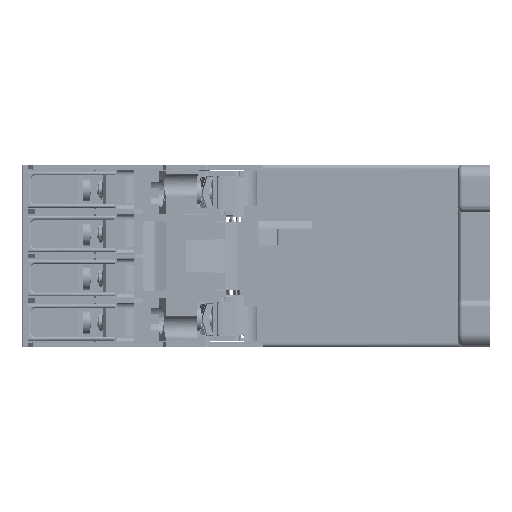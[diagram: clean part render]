
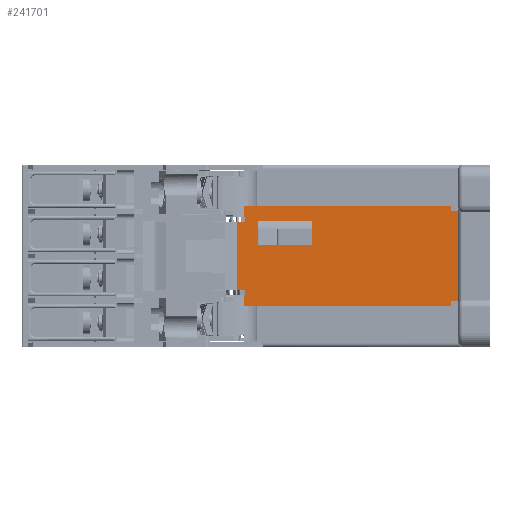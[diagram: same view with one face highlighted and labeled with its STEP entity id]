
A CAD part, left-side view. The second image highlights one B-rep face of the part: STEP entity #241701.
In plain terms, the highlighted planar face has unit normal (-1, 0, 0).
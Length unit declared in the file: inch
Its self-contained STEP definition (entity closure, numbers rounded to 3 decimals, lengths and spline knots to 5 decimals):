
#241436=CARTESIAN_POINT('',(-1.27559,-1.87402,0.48819));
#241437=VERTEX_POINT('',#241436);
#241444=CARTESIAN_POINT('',(-1.27559,-1.87402,0.43701));
#241445=VERTEX_POINT('',#241444);
#241446=CARTESIAN_POINT('',(-1.27559,-1.87402,0.43701));
#241447=DIRECTION('',(0.0,0.0,1.0));
#241448=VECTOR('',#241447,0.05118);
#241449=LINE('',#241446,#241448);
#241450=EDGE_CURVE('',#241445,#241437,#241449,.T.);
#241475=CARTESIAN_POINT('',(-1.27559,-1.94882,0.43701));
#241476=VERTEX_POINT('',#241475);
#241477=CARTESIAN_POINT('',(-1.27559,-1.94882,0.43701));
#241478=DIRECTION('',(0.0,1.0,0.0));
#241479=VECTOR('',#241478,0.0748);
#241480=LINE('',#241477,#241479);
#241481=EDGE_CURVE('',#241476,#241445,#241480,.T.);
#241516=CARTESIAN_POINT('',(-1.27559,-1.94882,0.48819));
#241517=DIRECTION('',(-1.0,0.0,0.0));
#241518=DIRECTION('',(0.0,0.0,1.0));
#241519=AXIS2_PLACEMENT_3D('',#241516,#241517,#241518);
#241520=PLANE('',#241519);
#241521=ORIENTED_EDGE('',*,*,#241481,.T.);
#241522=ORIENTED_EDGE('',*,*,#241450,.T.);
#241523=CARTESIAN_POINT('',(-1.27559,0.1248,0.48819));
#241524=VERTEX_POINT('',#241523);
#241525=CARTESIAN_POINT('',(-1.27559,-1.87402,0.48819));
#241526=DIRECTION('',(0.0,1.0,0.0));
#241527=VECTOR('',#241526,1.99882);
#241528=LINE('',#241525,#241527);
#241529=EDGE_CURVE('',#241437,#241524,#241528,.T.);
#241530=ORIENTED_EDGE('',*,*,#241529,.T.);
#241531=CARTESIAN_POINT('',(-1.27559,0.1248,0.37992));
#241532=VERTEX_POINT('',#241531);
#241533=CARTESIAN_POINT('',(-1.27559,0.1248,0.37992));
#241534=DIRECTION('',(0.0,0.0,1.0));
#241535=VECTOR('',#241534,0.10827);
#241536=LINE('',#241533,#241535);
#241537=EDGE_CURVE('',#241532,#241524,#241536,.T.);
#241538=ORIENTED_EDGE('',*,*,#241537,.F.);
#241539=CARTESIAN_POINT('',(-1.27559,0.12205,0.37992));
#241540=VERTEX_POINT('',#241539);
#241541=CARTESIAN_POINT('',(-1.27559,0.1248,0.37992));
#241542=DIRECTION('',(0.0,-1.0,0.0));
#241543=VECTOR('',#241542,0.00275);
#241544=LINE('',#241541,#241543);
#241545=EDGE_CURVE('',#241532,#241540,#241544,.T.);
#241546=ORIENTED_EDGE('',*,*,#241545,.T.);
#241547=CARTESIAN_POINT('',(-1.27559,0.12205,0.33071));
#241548=VERTEX_POINT('',#241547);
#241549=CARTESIAN_POINT('',(-1.27559,0.12205,0.37992));
#241550=DIRECTION('',(0.0,0.0,-1.0));
#241551=VECTOR('',#241550,0.04921);
#241552=LINE('',#241549,#241551);
#241553=EDGE_CURVE('',#241540,#241548,#241552,.T.);
#241554=ORIENTED_EDGE('',*,*,#241553,.T.);
#241555=CARTESIAN_POINT('',(-1.27559,0.20079,0.33071));
#241556=VERTEX_POINT('',#241555);
#241557=CARTESIAN_POINT('',(-1.27559,0.12205,0.33071));
#241558=DIRECTION('',(0.0,1.0,0.0));
#241559=VECTOR('',#241558,0.07874);
#241560=LINE('',#241557,#241559);
#241561=EDGE_CURVE('',#241548,#241556,#241560,.T.);
#241562=ORIENTED_EDGE('',*,*,#241561,.T.);
#241563=CARTESIAN_POINT('',(-1.27559,0.20079,-0.33071));
#241564=VERTEX_POINT('',#241563);
#241565=CARTESIAN_POINT('',(-1.27559,0.20079,-0.33071));
#241566=DIRECTION('',(0.0,0.0,1.0));
#241567=VECTOR('',#241566,0.66142);
#241568=LINE('',#241565,#241567);
#241569=EDGE_CURVE('',#241564,#241556,#241568,.T.);
#241570=ORIENTED_EDGE('',*,*,#241569,.F.);
#241571=CARTESIAN_POINT('',(-1.27559,0.12205,-0.33071));
#241572=VERTEX_POINT('',#241571);
#241573=CARTESIAN_POINT('',(-1.27559,0.20079,-0.33071));
#241574=DIRECTION('',(0.0,-1.0,0.0));
#241575=VECTOR('',#241574,0.07874);
#241576=LINE('',#241573,#241575);
#241577=EDGE_CURVE('',#241564,#241572,#241576,.T.);
#241578=ORIENTED_EDGE('',*,*,#241577,.T.);
#241579=CARTESIAN_POINT('',(-1.27559,0.12205,-0.37992));
#241580=VERTEX_POINT('',#241579);
#241581=CARTESIAN_POINT('',(-1.27559,0.12205,-0.33071));
#241582=DIRECTION('',(0.0,0.0,-1.0));
#241583=VECTOR('',#241582,0.04921);
#241584=LINE('',#241581,#241583);
#241585=EDGE_CURVE('',#241572,#241580,#241584,.T.);
#241586=ORIENTED_EDGE('',*,*,#241585,.T.);
#241587=CARTESIAN_POINT('',(-1.27559,0.1248,-0.37992));
#241588=VERTEX_POINT('',#241587);
#241589=CARTESIAN_POINT('',(-1.27559,0.12205,-0.37992));
#241590=DIRECTION('',(0.0,1.0,0.0));
#241591=VECTOR('',#241590,0.00275);
#241592=LINE('',#241589,#241591);
#241593=EDGE_CURVE('',#241580,#241588,#241592,.T.);
#241594=ORIENTED_EDGE('',*,*,#241593,.T.);
#241595=CARTESIAN_POINT('',(-1.27559,0.1248,-0.48819));
#241596=VERTEX_POINT('',#241595);
#241597=CARTESIAN_POINT('',(-1.27559,0.1248,-0.48819));
#241598=DIRECTION('',(0.0,0.0,1.0));
#241599=VECTOR('',#241598,0.10827);
#241600=LINE('',#241597,#241599);
#241601=EDGE_CURVE('',#241596,#241588,#241600,.T.);
#241602=ORIENTED_EDGE('',*,*,#241601,.F.);
#241603=CARTESIAN_POINT('',(-1.27559,-1.87402,-0.48819));
#241604=VERTEX_POINT('',#241603);
#241605=CARTESIAN_POINT('',(-1.27559,-1.87402,-0.48819));
#241606=DIRECTION('',(0.0,1.0,0.0));
#241607=VECTOR('',#241606,1.99882);
#241608=LINE('',#241605,#241607);
#241609=EDGE_CURVE('',#241604,#241596,#241608,.T.);
#241610=ORIENTED_EDGE('',*,*,#241609,.F.);
#241611=CARTESIAN_POINT('',(-1.27559,-1.87402,-0.43701));
#241612=VERTEX_POINT('',#241611);
#241613=CARTESIAN_POINT('',(-1.27559,-1.87402,-0.48819));
#241614=DIRECTION('',(0.0,0.0,1.0));
#241615=VECTOR('',#241614,0.05118);
#241616=LINE('',#241613,#241615);
#241617=EDGE_CURVE('',#241604,#241612,#241616,.T.);
#241618=ORIENTED_EDGE('',*,*,#241617,.T.);
#241619=CARTESIAN_POINT('',(-1.27559,-1.94882,-0.43701));
#241620=VERTEX_POINT('',#241619);
#241621=CARTESIAN_POINT('',(-1.27559,-1.87402,-0.43701));
#241622=DIRECTION('',(0.0,-1.0,0.0));
#241623=VECTOR('',#241622,0.0748);
#241624=LINE('',#241621,#241623);
#241625=EDGE_CURVE('',#241612,#241620,#241624,.T.);
#241626=ORIENTED_EDGE('',*,*,#241625,.T.);
#241627=CARTESIAN_POINT('',(-1.27559,-1.94882,-0.08858));
#241628=VERTEX_POINT('',#241627);
#241629=CARTESIAN_POINT('',(-1.27559,-1.94882,-0.08858));
#241630=DIRECTION('',(0.0,0.0,-1.0));
#241631=VECTOR('',#241630,0.34843);
#241632=LINE('',#241629,#241631);
#241633=EDGE_CURVE('',#241628,#241620,#241632,.T.);
#241634=ORIENTED_EDGE('',*,*,#241633,.F.);
#241635=CARTESIAN_POINT('',(-1.27559,-2.01969,-0.08858));
#241636=VERTEX_POINT('',#241635);
#241637=CARTESIAN_POINT('',(-1.27559,-1.94882,-0.08858));
#241638=DIRECTION('',(0.0,-1.0,0.0));
#241639=VECTOR('',#241638,0.07087);
#241640=LINE('',#241637,#241639);
#241641=EDGE_CURVE('',#241628,#241636,#241640,.T.);
#241642=ORIENTED_EDGE('',*,*,#241641,.T.);
#241643=CARTESIAN_POINT('',(-1.27559,-2.01969,0.08858));
#241644=VERTEX_POINT('',#241643);
#241645=CARTESIAN_POINT('',(-1.27559,-2.01969,0.08858));
#241646=DIRECTION('',(0.0,0.0,-1.0));
#241647=VECTOR('',#241646,0.17717);
#241648=LINE('',#241645,#241647);
#241649=EDGE_CURVE('',#241644,#241636,#241648,.T.);
#241650=ORIENTED_EDGE('',*,*,#241649,.F.);
#241651=CARTESIAN_POINT('',(-1.27559,-1.94882,0.08858));
#241652=VERTEX_POINT('',#241651);
#241653=CARTESIAN_POINT('',(-1.27559,-1.94882,0.08858));
#241654=DIRECTION('',(0.0,-1.0,0.0));
#241655=VECTOR('',#241654,0.07087);
#241656=LINE('',#241653,#241655);
#241657=EDGE_CURVE('',#241652,#241644,#241656,.T.);
#241658=ORIENTED_EDGE('',*,*,#241657,.F.);
#241659=CARTESIAN_POINT('',(-1.27559,-1.94882,0.43701));
#241660=DIRECTION('',(0.0,0.0,-1.0));
#241661=VECTOR('',#241660,0.34843);
#241662=LINE('',#241659,#241661);
#241663=EDGE_CURVE('',#241476,#241652,#241662,.T.);
#241664=ORIENTED_EDGE('',*,*,#241663,.F.);
#241665=EDGE_LOOP('',(#241521,#241522,#241530,#241538,#241546,#241554,#241562,#241570,#241578,#241586,#241594,#241602,#241610,#241618,#241626,#241634,#241642,#241650,#241658,#241664));
#241666=FACE_OUTER_BOUND('',#241665,.T.);
#241667=CARTESIAN_POINT('',(-1.27559,-0.53346,0.10236));
#241668=VERTEX_POINT('',#241667);
#241669=CARTESIAN_POINT('',(-1.27559,-0.01181,0.10236));
#241670=VERTEX_POINT('',#241669);
#241671=CARTESIAN_POINT('',(-1.27559,-0.53346,0.10236));
#241672=DIRECTION('',(0.0,1.0,0.0));
#241673=VECTOR('',#241672,0.52165);
#241674=LINE('',#241671,#241673);
#241675=EDGE_CURVE('',#241668,#241670,#241674,.T.);
#241676=ORIENTED_EDGE('',*,*,#241675,.T.);
#241677=CARTESIAN_POINT('',(-1.27559,-0.01181,0.33858));
#241678=VERTEX_POINT('',#241677);
#241679=CARTESIAN_POINT('',(-1.27559,-0.01181,0.10236));
#241680=DIRECTION('',(0.0,0.0,1.0));
#241681=VECTOR('',#241680,0.23622);
#241682=LINE('',#241679,#241681);
#241683=EDGE_CURVE('',#241670,#241678,#241682,.T.);
#241684=ORIENTED_EDGE('',*,*,#241683,.T.);
#241685=CARTESIAN_POINT('',(-1.27559,-0.53346,0.33858));
#241686=VERTEX_POINT('',#241685);
#241687=CARTESIAN_POINT('',(-1.27559,-0.01181,0.33858));
#241688=DIRECTION('',(0.0,-1.0,0.0));
#241689=VECTOR('',#241688,0.52165);
#241690=LINE('',#241687,#241689);
#241691=EDGE_CURVE('',#241678,#241686,#241690,.T.);
#241692=ORIENTED_EDGE('',*,*,#241691,.T.);
#241693=CARTESIAN_POINT('',(-1.27559,-0.53346,0.33858));
#241694=DIRECTION('',(0.0,0.0,-1.0));
#241695=VECTOR('',#241694,0.23622);
#241696=LINE('',#241693,#241695);
#241697=EDGE_CURVE('',#241686,#241668,#241696,.T.);
#241698=ORIENTED_EDGE('',*,*,#241697,.T.);
#241699=EDGE_LOOP('',(#241676,#241684,#241692,#241698));
#241700=FACE_BOUND('',#241699,.T.);
#241701=ADVANCED_FACE('',(#241666,#241700),#241520,.T.);
